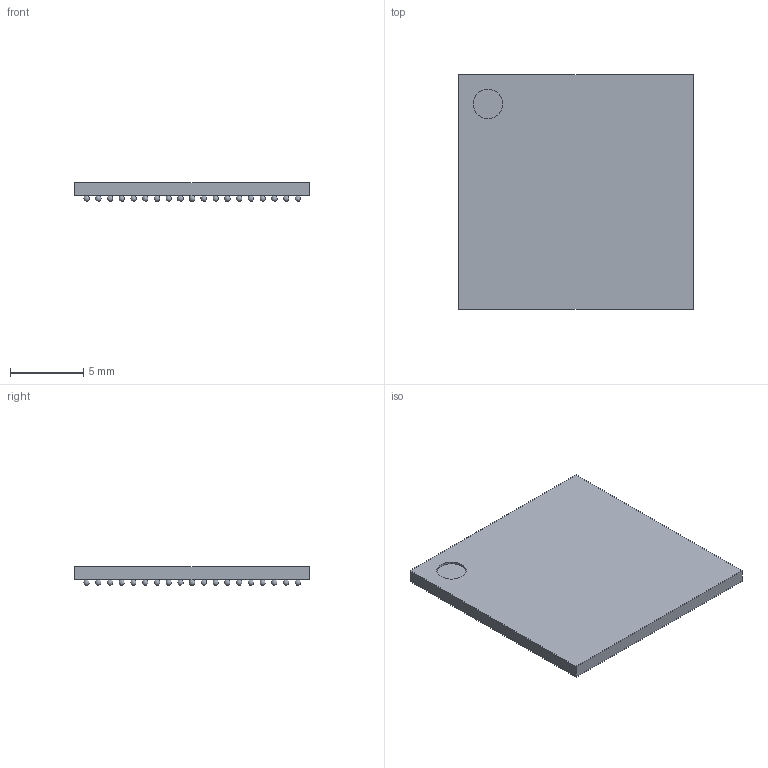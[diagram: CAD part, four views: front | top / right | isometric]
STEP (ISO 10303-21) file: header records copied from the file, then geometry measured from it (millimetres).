
FILE_DESCRIPTION(('FreeCAD Model'),'2;1');
FILE_NAME('11611009.1.1.stp','2020-07-12T22:17:11',( 'Author'),(''),'Open CASCADE STEP processor 6.9','FreeCAD','Unknown' );
FILE_SCHEMA(('AUTOMOTIVE_DESIGN { 1 0 10303 214 1 1 1 1 }'));
Length unit declared in the file: millimetre
Products named in the file (356): ASSEMBLY; A1; A2; A3; A4; A5; A6; A7; A8; A9; A10; A11; A12; A13; A14; A15; A16; A17; A18; A19; B1; B2; B3; B4; B5; B6; B7; B8; B9; B10; B11; B12; B13; B14; B15; B16; B17; B18; B19; C1 ...
Assembly tree (355 placements, depth 2):
  ASSEMBLY
    A1
    A2
    A3
    A4
    A5
    A6
    A7
    A8
    A9
    A10
    A11
    A12
    A13
    A14
    A15
    A16
    A17
    A18
    A19
    B1
    B2
    B3
    B4
    B5
    B6
    B7
    B8
    B9
    B10
    B11
    B12
    B13
    B14
    B15
    B16
    B17
    B18
    B19
    C1
    C2
    C3
    C4
    C5
    C6
    C7
    C8
    C9
    C10
    C11
    C12
    C13
    C14
    C15
    C16
    C17
    C18
    C19
    D1
    D2
Bounding box: 16 x 16 x 1.29 mm (x, y, z)
Volume: 239.3 mm3; surface area: 747.7 mm2
Topology: 355 solids, 355 shells, 362 faces, 1077 edges, 718 vertices
Faces by surface type: sphere 354, plane 7, cylinder 1
Full cylindrical faces by diameter (mm): 2 x1
Entity records: 14596 total; most frequent: DIRECTION 1483, CARTESIAN_POINT 1127, AXIS2_PLACEMENT_3D 720, PRODUCT_DEFINITION_SHAPE 711, VERTEX_POINT 364, FACE_BOUND 363, ADVANCED_FACE 362, SHAPE_DEFINITION_REPRESENTATION 356
